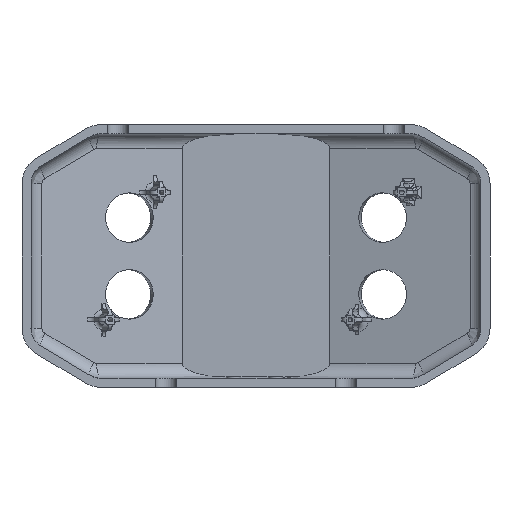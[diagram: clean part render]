
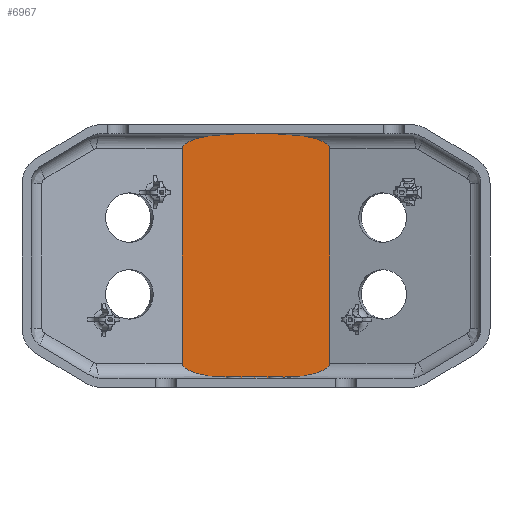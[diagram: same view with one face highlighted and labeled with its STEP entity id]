
A CAD part, front view. The second image highlights one B-rep face of the part: STEP entity #6967.
In plain terms, the highlighted planar face has unit normal (0, -1, 0).
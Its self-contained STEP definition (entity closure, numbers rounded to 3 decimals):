
#27=ELLIPSE('',#7440,18.361,5.);
#28=ELLIPSE('',#7467,18.361,5.);
#29=ELLIPSE('',#7508,18.361,5.);
#30=ELLIPSE('',#7509,18.361,5.);
#1154=FACE_OUTER_BOUND('',#1571,.T.);
#1571=EDGE_LOOP('',(#6274,#6275,#6276,#6277,#6278,#6279,#6280,#6281));
#1642=LINE('',#9253,#2172);
#1714=LINE('',#9925,#2244);
#1860=LINE('',#11173,#2390);
#1962=LINE('',#12166,#2492);
#2172=VECTOR('',#7619,1000.);
#2244=VECTOR('',#7739,1000.);
#2390=VECTOR('',#7997,1000.);
#2492=VECTOR('',#8365,1000.);
#2700=VERTEX_POINT('',#9250);
#2701=VERTEX_POINT('',#9252);
#2796=VERTEX_POINT('',#9922);
#2797=VERTEX_POINT('',#9924);
#2970=VERTEX_POINT('',#11171);
#2971=VERTEX_POINT('',#11172);
#3130=VERTEX_POINT('',#12164);
#3131=VERTEX_POINT('',#12165);
#3379=EDGE_CURVE('',#2701,#2700,#1642,.T.);
#3510=EDGE_CURVE('',#2796,#2797,#1714,.T.);
#3759=EDGE_CURVE('',#2970,#2971,#1860,.T.);
#3991=EDGE_CURVE('',#3130,#3131,#1962,.T.);
#4248=EDGE_CURVE('',#2700,#2970,#27,.T.);
#4279=EDGE_CURVE('',#2797,#2971,#28,.T.);
#4327=EDGE_CURVE('',#2796,#3131,#29,.T.);
#4328=EDGE_CURVE('',#2701,#3130,#30,.T.);
#6274=ORIENTED_EDGE('',*,*,#3510,.F.);
#6275=ORIENTED_EDGE('',*,*,#4327,.T.);
#6276=ORIENTED_EDGE('',*,*,#3991,.F.);
#6277=ORIENTED_EDGE('',*,*,#4328,.F.);
#6278=ORIENTED_EDGE('',*,*,#3379,.T.);
#6279=ORIENTED_EDGE('',*,*,#4248,.T.);
#6280=ORIENTED_EDGE('',*,*,#3759,.T.);
#6281=ORIENTED_EDGE('',*,*,#4279,.F.);
#6611=PLANE('',#7507);
#6967=ADVANCED_FACE('',(#1154),#6611,.T.);
#7440=AXIS2_PLACEMENT_3D('',#13152,#8854,#8855);
#7467=AXIS2_PLACEMENT_3D('',#13519,#8921,#8922);
#7507=AXIS2_PLACEMENT_3D('',#13920,#9028,#9029);
#7508=AXIS2_PLACEMENT_3D('',#13921,#9030,#9031);
#7509=AXIS2_PLACEMENT_3D('',#13922,#9032,#9033);
#7619=DIRECTION('',(-1.,0.,0.));
#7739=DIRECTION('',(-1.,0.,0.));
#7997=DIRECTION('',(0.,0.,-1.));
#8365=DIRECTION('',(0.,0.,-1.));
#8854=DIRECTION('center_axis',(0.,-1.,0.));
#8855=DIRECTION('ref_axis',(1.,0.,0.));
#8921=DIRECTION('center_axis',(0.,1.,0.));
#8922=DIRECTION('ref_axis',(1.,0.,0.));
#9028=DIRECTION('center_axis',(0.,-1.,0.));
#9029=DIRECTION('ref_axis',(1.,0.,0.));
#9030=DIRECTION('center_axis',(0.,-1.,0.));
#9031=DIRECTION('ref_axis',(-1.,0.,0.));
#9032=DIRECTION('center_axis',(0.,1.,0.));
#9033=DIRECTION('ref_axis',(-1.,0.,0.));
#9250=CARTESIAN_POINT('',(-6.223,15.25,85.));
#9252=CARTESIAN_POINT('',(6.223,15.25,85.));
#9253=CARTESIAN_POINT('',(0.,15.25,85.));
#9922=CARTESIAN_POINT('',(6.223,15.25,3.5));
#9924=CARTESIAN_POINT('',(-6.223,15.25,3.5));
#9925=CARTESIAN_POINT('',(0.,15.25,3.5));
#11171=CARTESIAN_POINT('',(-24.584,15.25,80.));
#11172=CARTESIAN_POINT('',(-24.584,15.25,8.5));
#11173=CARTESIAN_POINT('',(-24.584,15.25,88.));
#12164=CARTESIAN_POINT('',(24.584,15.25,80.));
#12165=CARTESIAN_POINT('',(24.584,15.25,8.5));
#12166=CARTESIAN_POINT('',(24.584,15.25,88.));
#13152=CARTESIAN_POINT('Origin',(-6.223,15.25,80.));
#13519=CARTESIAN_POINT('Origin',(-6.223,15.25,8.5));
#13920=CARTESIAN_POINT('Origin',(0.,15.25,
36.833));
#13921=CARTESIAN_POINT('Origin',(6.223,15.25,8.5));
#13922=CARTESIAN_POINT('Origin',(6.223,15.25,80.));
